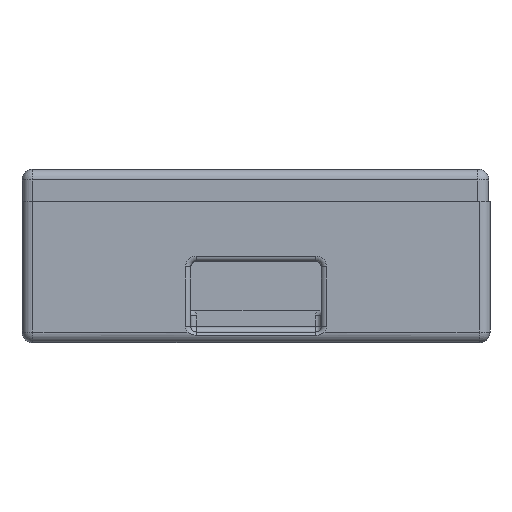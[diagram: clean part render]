
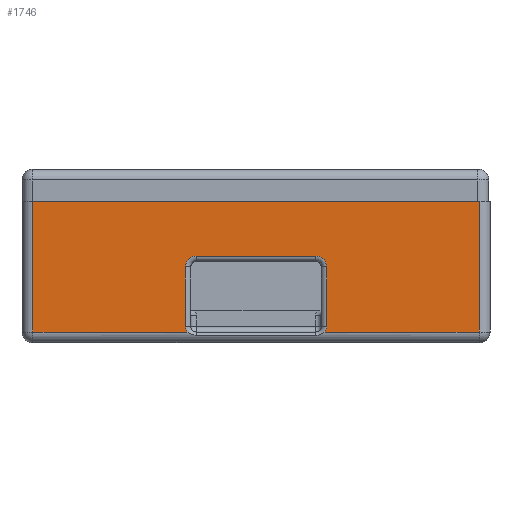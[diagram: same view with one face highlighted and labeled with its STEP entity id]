
A CAD part, front view. The second image highlights one B-rep face of the part: STEP entity #1746.
In plain terms, the highlighted planar face has unit normal (0, -1, 0).
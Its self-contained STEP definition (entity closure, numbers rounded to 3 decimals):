
#57=PLANE('',#1927);
#142=FACE_OUTER_BOUND('',#255,.T.);
#255=EDGE_LOOP('',(#1336,#1337,#1338,#1339,#1340,#1341,#1342,#1343,#1344,
#1345,#1346,#1347));
#329=LINE('',#2614,#472);
#331=LINE('',#2632,#474);
#333=LINE('',#2639,#476);
#336=LINE('',#2659,#479);
#347=LINE('',#2700,#490);
#357=LINE('',#2805,#500);
#359=LINE('',#2808,#502);
#368=LINE('',#2822,#511);
#472=VECTOR('',#2041,10.);
#474=VECTOR('',#2047,10.);
#476=VECTOR('',#2053,10.);
#479=VECTOR('',#2062,10.);
#490=VECTOR('',#2109,10.);
#500=VECTOR('',#2229,10.);
#502=VECTOR('',#2233,10.);
#511=VECTOR('',#2252,10.);
#649=CIRCLE('',#1875,1.);
#655=CIRCLE('',#1883,1.);
#661=CIRCLE('',#1893,1.);
#667=CIRCLE('',#1900,1.);
#724=VERTEX_POINT('',#2611);
#725=VERTEX_POINT('',#2613);
#728=VERTEX_POINT('',#2620);
#729=VERTEX_POINT('',#2631);
#732=VERTEX_POINT('',#2638);
#734=VERTEX_POINT('',#2653);
#768=VERTEX_POINT('',#2753);
#774=VERTEX_POINT('',#2767);
#775=VERTEX_POINT('',#2769);
#782=VERTEX_POINT('',#2788);
#787=VERTEX_POINT('',#2799);
#788=VERTEX_POINT('',#2801);
#880=EDGE_CURVE('',#724,#725,#329,.T.);
#884=EDGE_CURVE('',#728,#729,#331,.T.);
#888=EDGE_CURVE('',#725,#732,#333,.T.);
#894=EDGE_CURVE('',#729,#734,#336,.T.);
#915=EDGE_CURVE('',#734,#724,#347,.T.);
#941=EDGE_CURVE('',#768,#728,#649,.T.);
#947=EDGE_CURVE('',#774,#775,#655,.T.);
#956=EDGE_CURVE('',#732,#782,#661,.T.);
#962=EDGE_CURVE('',#787,#788,#667,.T.);
#964=EDGE_CURVE('',#782,#787,#357,.T.);
#966=EDGE_CURVE('',#788,#774,#359,.T.);
#975=EDGE_CURVE('',#775,#768,#368,.T.);
#1336=ORIENTED_EDGE('',*,*,#880,.F.);
#1337=ORIENTED_EDGE('',*,*,#915,.F.);
#1338=ORIENTED_EDGE('',*,*,#894,.F.);
#1339=ORIENTED_EDGE('',*,*,#884,.F.);
#1340=ORIENTED_EDGE('',*,*,#941,.F.);
#1341=ORIENTED_EDGE('',*,*,#975,.F.);
#1342=ORIENTED_EDGE('',*,*,#947,.F.);
#1343=ORIENTED_EDGE('',*,*,#966,.F.);
#1344=ORIENTED_EDGE('',*,*,#962,.F.);
#1345=ORIENTED_EDGE('',*,*,#964,.F.);
#1346=ORIENTED_EDGE('',*,*,#956,.F.);
#1347=ORIENTED_EDGE('',*,*,#888,.F.);
#1746=ADVANCED_FACE('',(#142),#57,.T.);
#1875=AXIS2_PLACEMENT_3D('',#2755,#2171,#2172);
#1883=AXIS2_PLACEMENT_3D('',#2770,#2187,#2188);
#1893=AXIS2_PLACEMENT_3D('',#2789,#2209,#2210);
#1900=AXIS2_PLACEMENT_3D('',#2802,#2223,#2224);
#1927=AXIS2_PLACEMENT_3D('',#2884,#2308,#2309);
#2041=DIRECTION('',(0.,0.,-1.));
#2047=DIRECTION('',(-1.,0.,0.));
#2053=DIRECTION('',(-1.,0.,0.));
#2062=DIRECTION('',(0.,0.,1.));
#2109=DIRECTION('',(1.,0.,0.));
#2171=DIRECTION('center_axis',(0.,-1.,0.));
#2172=DIRECTION('ref_axis',(-0.707,0.,-0.707));
#2187=DIRECTION('center_axis',(0.,-1.,0.));
#2188=DIRECTION('ref_axis',(-0.707,0.,0.707));
#2209=DIRECTION('center_axis',(0.,-1.,0.));
#2210=DIRECTION('ref_axis',(0.707,0.,-0.707));
#2223=DIRECTION('center_axis',(0.,-1.,0.));
#2224=DIRECTION('ref_axis',(0.707,0.,0.707));
#2229=DIRECTION('',(0.,0.,1.));
#2233=DIRECTION('',(-1.,0.,0.));
#2252=DIRECTION('',(0.,0.,-1.));
#2308=DIRECTION('center_axis',(0.,-1.,0.));
#2309=DIRECTION('ref_axis',(1.,0.,0.));
#2611=CARTESIAN_POINT('',(32.1,-10.,13.));
#2613=CARTESIAN_POINT('',(32.1,-10.,1.));
#2614=CARTESIAN_POINT('',(32.1,-10.,0.));
#2620=CARTESIAN_POINT('',(5.184,-10.,1.));
#2631=CARTESIAN_POINT('',(-9.,-10.,1.));
#2632=CARTESIAN_POINT('',(0.775,-10.,1.));
#2638=CARTESIAN_POINT('',(17.916,-10.,1.));
#2639=CARTESIAN_POINT('',(0.775,-10.,1.));
#2653=CARTESIAN_POINT('',(-9.,-10.,13.));
#2659=CARTESIAN_POINT('',(-9.,-10.,0.));
#2700=CARTESIAN_POINT('',(33.1,-10.,13.));
#2753=CARTESIAN_POINT('',(5.05,-10.,1.5));
#2755=CARTESIAN_POINT('Origin',(6.05,-10.,1.5));
#2767=CARTESIAN_POINT('',(6.05,-10.,8.));
#2769=CARTESIAN_POINT('',(5.05,-10.,7.));
#2770=CARTESIAN_POINT('Origin',(6.05,-10.,7.));
#2788=CARTESIAN_POINT('',(18.05,-10.,1.5));
#2789=CARTESIAN_POINT('Origin',(17.05,-10.,1.5));
#2799=CARTESIAN_POINT('',(18.05,-10.,7.));
#2801=CARTESIAN_POINT('',(17.05,-10.,8.));
#2802=CARTESIAN_POINT('Origin',(17.05,-10.,7.));
#2805=CARTESIAN_POINT('',(18.05,-10.,3.75));
#2808=CARTESIAN_POINT('',(-2.225,-10.,8.));
#2822=CARTESIAN_POINT('',(5.05,-10.,0.5));
#2884=CARTESIAN_POINT('Origin',(-10.,-10.,0.));
